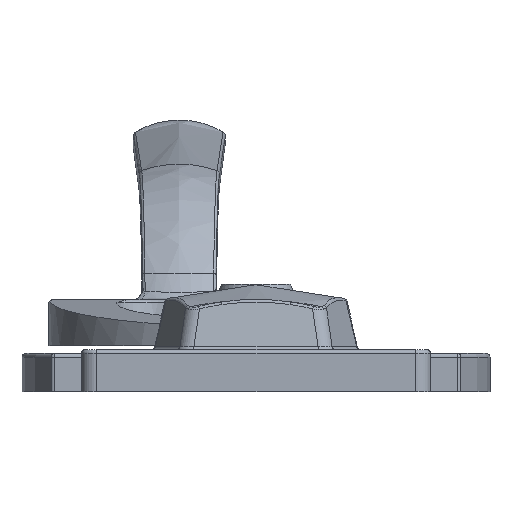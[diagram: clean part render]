
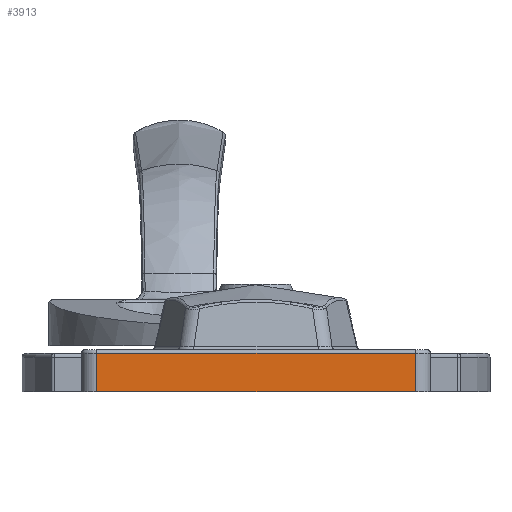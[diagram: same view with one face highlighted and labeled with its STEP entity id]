
A CAD part, left-side view. The second image highlights one B-rep face of the part: STEP entity #3913.
In plain terms, the highlighted planar face has unit normal (-1, 0, 0).
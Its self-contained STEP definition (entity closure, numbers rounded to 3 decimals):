
#183=PLANE('',#4330);
#317=LINE('',#7036,#506);
#329=LINE('',#7164,#518);
#330=LINE('',#7168,#519);
#331=LINE('',#7169,#520);
#506=VECTOR('',#5132,41.5);
#518=VECTOR('',#5180,5.);
#519=VECTOR('',#5185,5.);
#520=VECTOR('',#5186,41.5);
#860=FACE_OUTER_BOUND('',#1149,.T.);
#1149=EDGE_LOOP('',(#3143,#3144,#3145,#3146));
#1817=VERTEX_POINT('',#7026);
#1819=VERTEX_POINT('',#7032);
#1836=VERTEX_POINT('',#7163);
#1837=VERTEX_POINT('',#7167);
#2283=EDGE_CURVE('',#1817,#1819,#317,.T.);
#2309=EDGE_CURVE('',#1819,#1836,#329,.T.);
#2311=EDGE_CURVE('',#1837,#1817,#330,.T.);
#2312=EDGE_CURVE('',#1836,#1837,#331,.T.);
#3143=ORIENTED_EDGE('',*,*,#2283,.F.);
#3144=ORIENTED_EDGE('',*,*,#2311,.F.);
#3145=ORIENTED_EDGE('',*,*,#2312,.F.);
#3146=ORIENTED_EDGE('',*,*,#2309,.F.);
#3913=ADVANCED_FACE('',(#860),#183,.T.);
#4330=AXIS2_PLACEMENT_3D('',#7166,#5183,#5184);
#5132=DIRECTION('',(0.,-1.,0.));
#5180=DIRECTION('',(0.,0.,-1.));
#5183=DIRECTION('center_axis',(-1.,0.,0.));
#5184=DIRECTION('ref_axis',(0.,0.,1.));
#5185=DIRECTION('',(0.,0.,1.));
#5186=DIRECTION('',(0.,1.,0.));
#7026=CARTESIAN_POINT('',(-10.,20.75,5.));
#7032=CARTESIAN_POINT('',(-10.,-20.75,5.));
#7036=CARTESIAN_POINT('',(-10.,-11.375,5.));
#7163=CARTESIAN_POINT('',(-10.,-20.75,0.));
#7164=CARTESIAN_POINT('',(-10.,-20.75,0.));
#7166=CARTESIAN_POINT('Origin',(-10.,-22.75,0.));
#7167=CARTESIAN_POINT('',(-10.,20.75,0.));
#7168=CARTESIAN_POINT('',(-10.,20.75,0.));
#7169=CARTESIAN_POINT('',(-10.,-22.75,0.));
